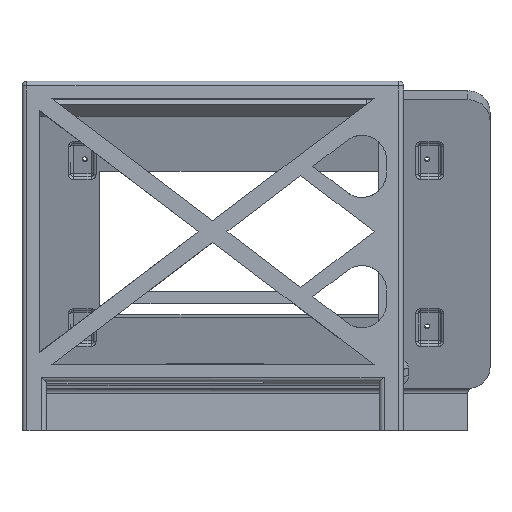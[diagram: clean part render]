
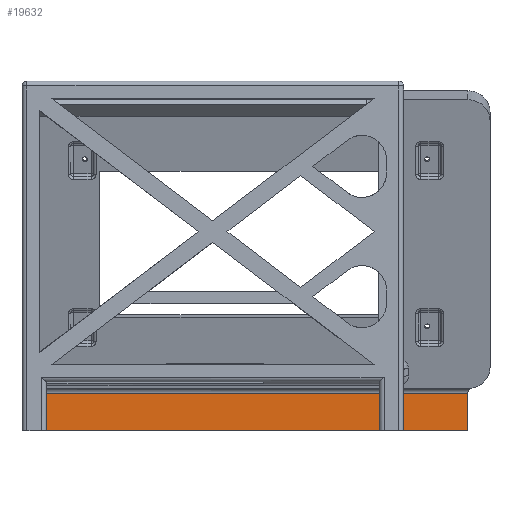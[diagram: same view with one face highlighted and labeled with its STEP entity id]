
A CAD part, front view. The second image highlights one B-rep face of the part: STEP entity #19632.
In plain terms, the highlighted planar face has unit normal (0, -1, 0).
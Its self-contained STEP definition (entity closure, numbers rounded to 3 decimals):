
#751=FACE_OUTER_BOUND('',#1811,.T.);
#1811=EDGE_LOOP('',(#13782,#13783,#13784,#13785));
#3433=LINE('',#29062,#6023);
#3447=LINE('',#29147,#6037);
#3462=LINE('',#29186,#6052);
#3463=LINE('',#29187,#6053);
#6023=VECTOR('',#22848,2.);
#6037=VECTOR('',#22886,10.);
#6052=VECTOR('',#22927,10.);
#6053=VECTOR('',#22928,10.);
#8675=VERTEX_POINT('',#29059);
#8676=VERTEX_POINT('',#29061);
#8691=VERTEX_POINT('',#29145);
#8702=VERTEX_POINT('',#29185);
#10660=EDGE_CURVE('',#8675,#8676,#3433,.T.);
#10684=EDGE_CURVE('',#8675,#8691,#3447,.T.);
#10703=EDGE_CURVE('',#8691,#8702,#3462,.T.);
#10704=EDGE_CURVE('',#8676,#8702,#3463,.T.);
#13782=ORIENTED_EDGE('',*,*,#10660,.F.);
#13783=ORIENTED_EDGE('',*,*,#10684,.T.);
#13784=ORIENTED_EDGE('',*,*,#10703,.T.);
#13785=ORIENTED_EDGE('',*,*,#10704,.F.);
#18771=PLANE('',#20771);
#19632=ADVANCED_FACE('',(#751),#18771,.T.);
#20771=AXIS2_PLACEMENT_3D('',#29184,#22925,#22926);
#22848=DIRECTION('',(1.,0.,0.));
#22886=DIRECTION('',(0.,0.,-1.));
#22925=DIRECTION('center_axis',(0.,-1.,0.));
#22926=DIRECTION('ref_axis',(-1.,0.,0.));
#22927=DIRECTION('',(1.,0.,0.));
#22928=DIRECTION('',(0.,0.,-1.));
#29059=CARTESIAN_POINT('',(-90.501,5.623,5.323));
#29061=CARTESIAN_POINT('',(82.819,5.623,5.323));
#29062=CARTESIAN_POINT('',(-79.366,5.623,5.323));
#29145=CARTESIAN_POINT('',(-90.501,5.623,-10.));
#29147=CARTESIAN_POINT('',(-90.501,5.623,10.));
#29184=CARTESIAN_POINT('Origin',(82.819,5.623,10.));
#29185=CARTESIAN_POINT('',(82.819,5.623,-10.));
#29186=CARTESIAN_POINT('',(39.489,5.623,-10.));
#29187=CARTESIAN_POINT('',(82.819,5.623,10.));
